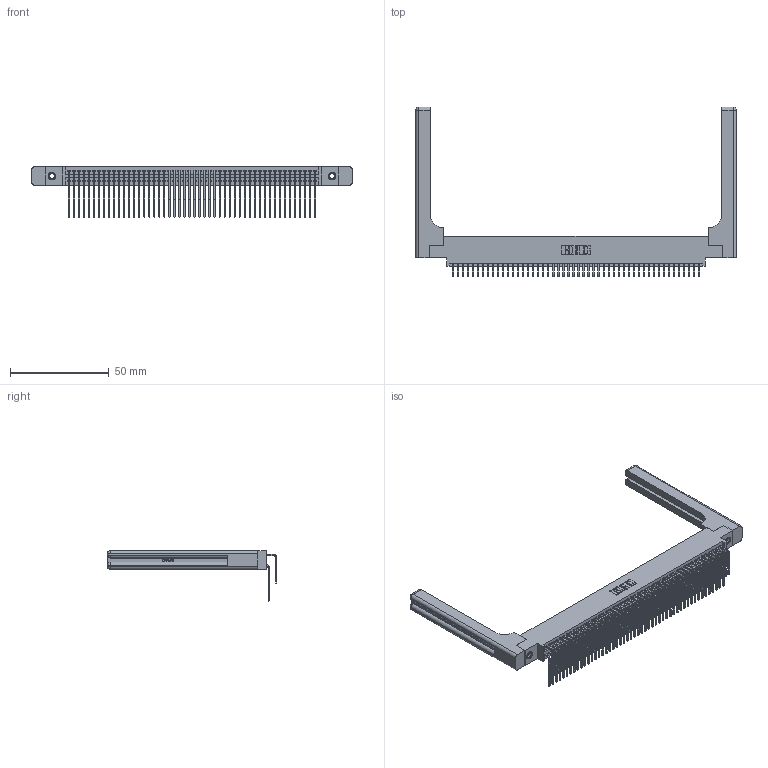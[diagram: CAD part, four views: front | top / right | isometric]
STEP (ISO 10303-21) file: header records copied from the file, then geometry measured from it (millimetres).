
FILE_DESCRIPTION (( 'STEP AP203' ), '1' );
FILE_NAME ('395-100-559-858.STEP', '2019-10-26T16:56:01', ( '' ), ( '' ), 'SwSTEP 2.0', 'SolidWorks 2016', '' );
FILE_SCHEMA (( 'CONFIG_CONTROL_DESIGN' ));
Length unit declared in the file: inch
Products named in the file (6): 395-100-559-858; 345 Part_0.170 Offset - 0.156 Dia-TH; 345-292-001_558 559 Tail - 1; 345-292-001_559 Tail - 2; 345-250-001_345-250-001-102; 345-220-058_345-220-058
Assembly tree (105 placements, depth 2):
  395-100-559-858
    345 Part_0.170 Offset - 0.156 Dia-TH
    345-292-001_558 559 Tail - 1  x50
    345-292-001_559 Tail - 2  x50
    345-250-001_345-250-001-102  x2
    345-220-058_345-220-058  x2
Bounding box: 162.03 x 85.84 x 25.53 mm (x, y, z)
Volume: 24752.3 mm3; surface area: 32130.3 mm2
Topology: 105 solids, 105 shells, 5586 faces, 16519 edges, 10858 vertices
Faces by surface type: plane 3732, cylinder 1794, bspline 36, cone 12, sphere 8, torus 4
Entity records: 45120 total; most frequent: CARTESIAN_POINT 8596, ORIENTED_EDGE 7276, DIRECTION 6474, EDGE_CURVE 3638, VECTOR 3174, LINE 3174, VERTEX_POINT 2414, AXIS2_PLACEMENT_3D 1650
